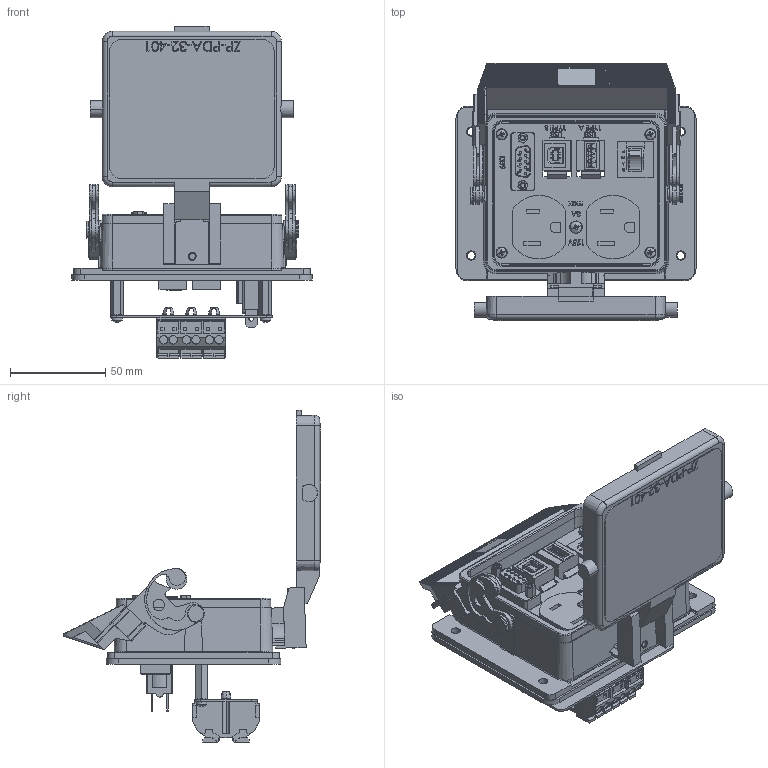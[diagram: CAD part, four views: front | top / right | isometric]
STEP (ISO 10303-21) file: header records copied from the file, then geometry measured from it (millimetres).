
FILE_DESCRIPTION (( 'STEP AP214' ), '1' );
FILE_NAME ('ZP-PDA-32-401.step', '2018-09-05T17:13:44', ( '' ), ( '' ), 'SwSTEP 2.0', 'SolidWorks 2017', '' );
FILE_SCHEMA (( 'AUTOMOTIVE_DESIGN' ));
Length unit declared in the file: inch
Products named in the file (1): ZP-PDA-32-401
Bounding box: 125.98 x 134.96 x 174.16 mm (x, y, z)
Volume: 229388.8 mm3; surface area: 125125.6 mm2
Topology: 1 solids, 20 shells, 4562 faces, 12113 edges, 7861 vertices
Faces by surface type: plane 2895, cylinder 893, bspline 580, cone 92, torus 88, sphere 14
Entity records: 211026 total; most frequent: CARTESIAN_POINT 59797, ORIENTED_EDGE 24210, DIRECTION 20478, EDGE_CURVE 12105, LINE 8462, VECTOR 8462, VERTEX_POINT 7861, AXIS2_PLACEMENT_3D 6008
